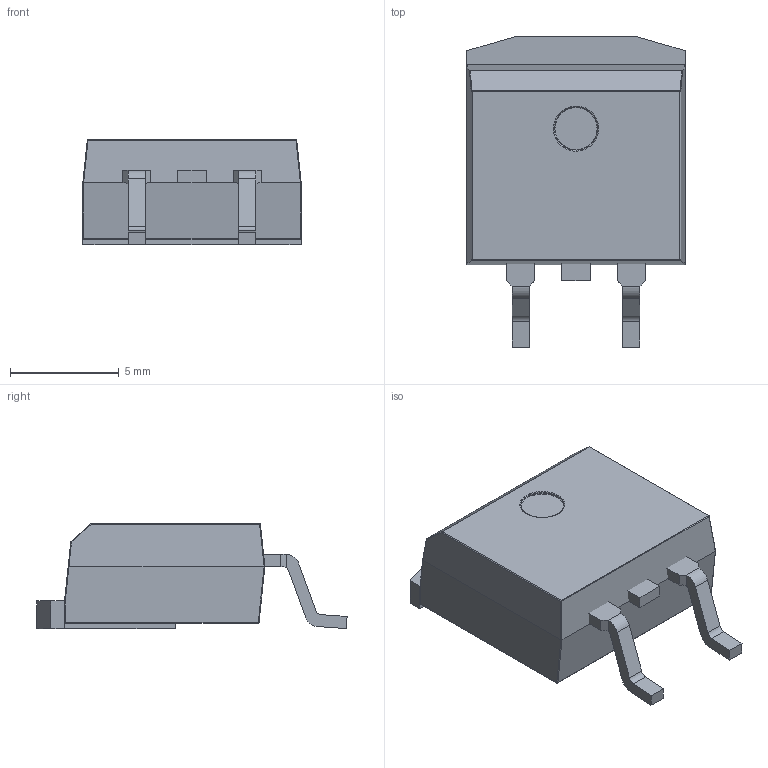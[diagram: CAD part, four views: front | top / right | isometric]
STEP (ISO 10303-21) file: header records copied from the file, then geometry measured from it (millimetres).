
FILE_DESCRIPTION (( 'STEP AP214' ), '1' );
FILE_NAME ('NCV317BD2TR4G.STEP', '2023-04-12T05:22:53', ( '' ), ( '' ), 'SwSTEP 2.0', 'SolidWorks 2022', '' );
FILE_SCHEMA (( 'AUTOMOTIVE_DESIGN' ));
Length unit declared in the file: millimetre
Products named in the file (4): heatsink; body; pins; NCV317BD2TR4G
Assembly tree (3 placements, depth 2):
  NCV317BD2TR4G
    body
    pins
    heatsink
Bounding box: 10.02 x 14.24 x 4.83 mm (x, y, z)
Volume: 431.5 mm3; surface area: 518.1 mm2
Topology: 5 solids, 5 shells, 117 faces, 294 edges, 172 vertices
Faces by surface type: plane 63, cylinder 32, bspline 22
Entity records: 5191 total; most frequent: CARTESIAN_POINT 1089, ORIENTED_EDGE 556, DIRECTION 554, EDGE_CURVE 278, AXIS2_PLACEMENT_3D 189, LINE 176, VECTOR 176, VERTEX_POINT 172
